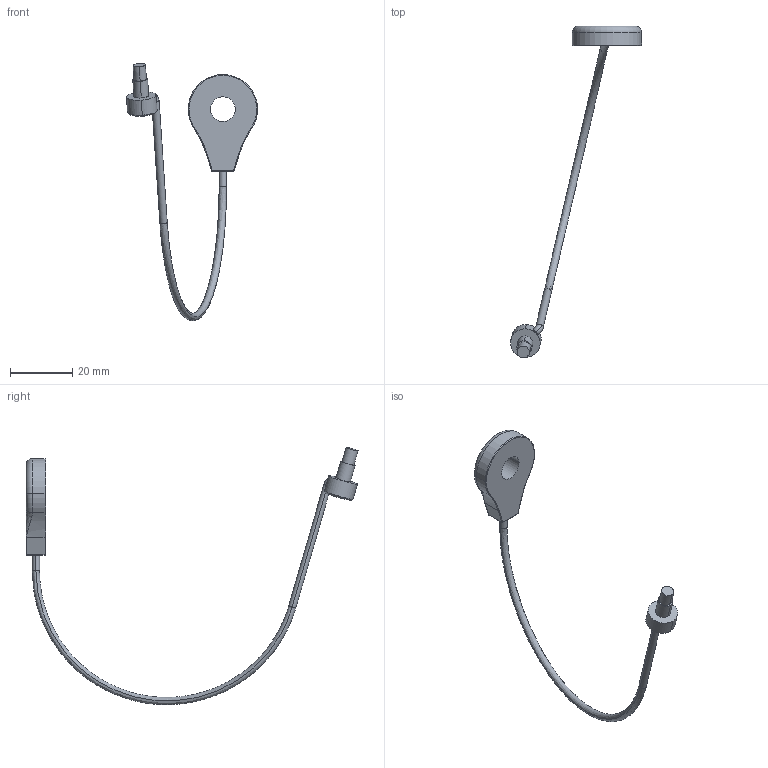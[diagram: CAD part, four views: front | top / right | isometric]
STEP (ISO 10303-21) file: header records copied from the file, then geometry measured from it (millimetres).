
FILE_DESCRIPTION(('produced by SPATIAL CORP'),'2;1');
FILE_NAME( 'bail_wire.prt.hh.sat.stp', '2002-04-19T13:30:59+00:00',('SPATIAL CORP'),('SPATIAL CORP'), 'ACIS STEP Husk','http://www.spatial.com','SPATIAL CORP');
FILE_SCHEMA(('CONFIG_CONTROL_DESIGN'));
Length unit declared in the file: millimetre
Products named in the file (1): PRODUCT_ID_1
Bounding box: 42.01 x 106.39 x 82.46 mm (x, y, z)
Volume: 3930.4 mm3; surface area: 3224.8 mm2
Topology: 1 solids, 1 shells, 59 faces, 128 edges, 72 vertices
Faces by surface type: cylinder 29, plane 10, torus 10, bspline 4, sphere 4, cone 2
Entity records: 4394 total; most frequent: CARTESIAN_POINT 3115, DIRECTION 248, ORIENTED_EDGE 248, EDGE_CURVE 124, AXIS2_PLACEMENT_3D 105, VERTEX_POINT 72, CIRCLE 66, EDGE_LOOP 66
